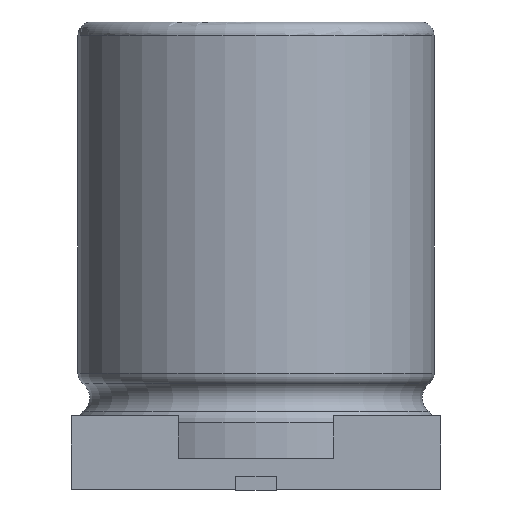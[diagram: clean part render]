
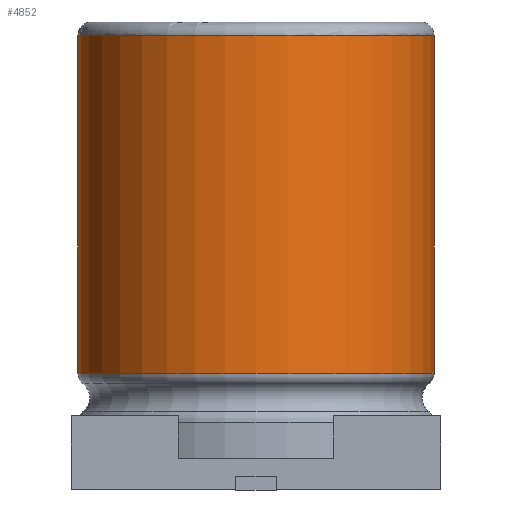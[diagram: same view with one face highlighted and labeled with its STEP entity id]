
A CAD part, front view. The second image highlights one B-rep face of the part: STEP entity #4852.
In plain terms, the highlighted cylindrical face has radius 4 mm (diameter 8 mm), a full revolution.
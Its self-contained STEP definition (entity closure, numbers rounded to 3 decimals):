
#339=CYLINDRICAL_SURFACE('',#5167,4.);
#354=CIRCLE('',#5158,4.);
#355=CIRCLE('',#5159,4.);
#360=CIRCLE('',#5166,4.);
#394=FACE_OUTER_BOUND('',#664,.T.);
#664=EDGE_LOOP('',(#3234,#3235,#3236,#3237,#3238));
#962=LINE('',#6596,#1469);
#1469=VECTOR('',#5518,4.);
#1974=VERTEX_POINT('',#6580);
#1975=VERTEX_POINT('',#6582);
#1978=VERTEX_POINT('',#6592);
#2468=EDGE_CURVE('',#1975,#1974,#354,.T.);
#2469=EDGE_CURVE('',#1974,#1975,#355,.T.);
#2474=EDGE_CURVE('',#1978,#1978,#360,.T.);
#2475=EDGE_CURVE('',#1978,#1975,#962,.T.);
#3234=ORIENTED_EDGE('',*,*,#2474,.T.);
#3235=ORIENTED_EDGE('',*,*,#2475,.T.);
#3236=ORIENTED_EDGE('',*,*,#2468,.T.);
#3237=ORIENTED_EDGE('',*,*,#2469,.T.);
#3238=ORIENTED_EDGE('',*,*,#2475,.F.);
#4852=ADVANCED_FACE('',(#394),#339,.T.);
#5158=AXIS2_PLACEMENT_3D('',#6583,#5498,#5499);
#5159=AXIS2_PLACEMENT_3D('',#6584,#5500,#5501);
#5166=AXIS2_PLACEMENT_3D('',#6594,#5514,#5515);
#5167=AXIS2_PLACEMENT_3D('',#6595,#5516,#5517);
#5498=DIRECTION('center_axis',(0.,0.,-1.));
#5499=DIRECTION('ref_axis',(1.,0.,0.));
#5500=DIRECTION('center_axis',(0.,0.,-1.));
#5501=DIRECTION('ref_axis',(1.,0.,0.));
#5514=DIRECTION('center_axis',(0.,0.,1.));
#5515=DIRECTION('ref_axis',(-1.,0.,0.));
#5516=DIRECTION('center_axis',(0.,0.,-1.));
#5517=DIRECTION('ref_axis',(-1.,0.,0.));
#5518=DIRECTION('',(0.,0.,1.));
#6580=CARTESIAN_POINT('',(-4.,0.,10.21));
#6582=CARTESIAN_POINT('',(4.,0.,10.21));
#6583=CARTESIAN_POINT('Origin',(0.,0.,10.21));
#6584=CARTESIAN_POINT('Origin',(0.,0.,10.21));
#6592=CARTESIAN_POINT('',(4.,0.,2.62));
#6594=CARTESIAN_POINT('Origin',(0.,0.,2.62));
#6595=CARTESIAN_POINT('Origin',(0.,0.,10.51));
#6596=CARTESIAN_POINT('',(4.,0.,10.51));
